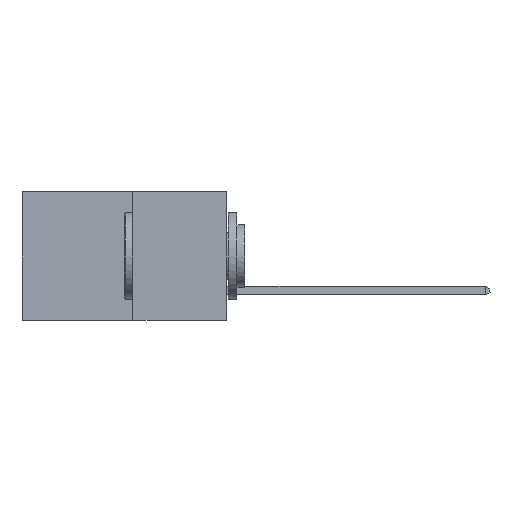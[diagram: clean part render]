
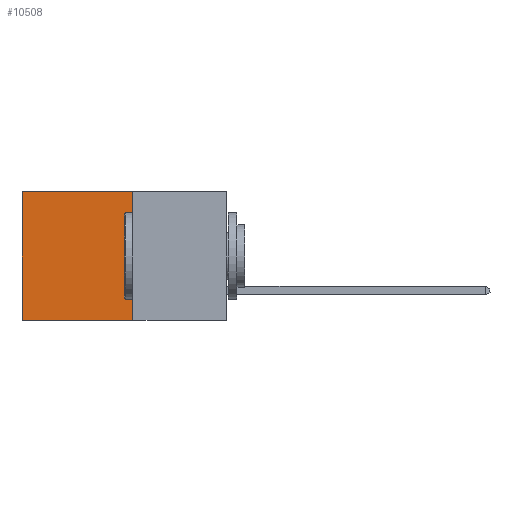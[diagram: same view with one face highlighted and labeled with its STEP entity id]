
A CAD part, left-side view. The second image highlights one B-rep face of the part: STEP entity #10508.
In plain terms, the highlighted planar face has unit normal (-1, 0, 0).
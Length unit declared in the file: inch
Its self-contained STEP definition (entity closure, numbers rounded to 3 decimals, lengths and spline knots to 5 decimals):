
#159 = CARTESIAN_POINT ( 'NONE',  ( 0.277, 0.27, -0.37 ) ) ;
#422 = EDGE_LOOP ( 'NONE', ( #6649, #1635, #6948, #9541 ) ) ;
#443 = VERTEX_POINT ( 'NONE', #159 ) ;
#446 = VECTOR ( 'NONE', #12258, 39.37008 ) ;
#1635 = ORIENTED_EDGE ( 'NONE', *, *, #6024, .F. ) ;
#2812 = LINE ( 'NONE', #10351, #12011 ) ;
#2942 = DIRECTION ( 'NONE',  ( 0., 0., -1. ) ) ;
#3226 = LINE ( 'NONE', #8359, #446 ) ;
#3718 = AXIS2_PLACEMENT_3D ( 'NONE', #11835, #5955, #12758 ) ;
#4486 = CARTESIAN_POINT ( 'NONE',  ( 0.277, 0.59, -0.37 ) ) ;
#5955 = DIRECTION ( 'NONE',  ( 1., 0., 0. ) ) ;
#6024 = EDGE_CURVE ( 'NONE', #443, #6508, #2812, .T. ) ;
#6508 = VERTEX_POINT ( 'NONE', #4486 ) ;
#6649 = ORIENTED_EDGE ( 'NONE', *, *, #7966, .T. ) ;
#6699 = LINE ( 'NONE', #9639, #11583 ) ;
#6794 = CARTESIAN_POINT ( 'NONE',  ( 0.277, 0.27, 0. ) ) ;
#6932 = LINE ( 'NONE', #9821, #9526 ) ;
#6948 = ORIENTED_EDGE ( 'NONE', *, *, #12597, .F. ) ;
#6997 = EDGE_CURVE ( 'NONE', #9574, #8062, #3226, .T. ) ;
#7508 = FACE_OUTER_BOUND ( 'NONE', #422, .T. ) ;
#7966 = EDGE_CURVE ( 'NONE', #8062, #6508, #6932, .T. ) ;
#8031 = CARTESIAN_POINT ( 'NONE',  ( 0.277, 0.59, 0. ) ) ;
#8062 = VERTEX_POINT ( 'NONE', #8031 ) ;
#8359 = CARTESIAN_POINT ( 'NONE',  ( 0.277, 0.27, 0. ) ) ;
#8646 = DIRECTION ( 'NONE',  ( 0., 0., -1. ) ) ;
#9526 = VECTOR ( 'NONE', #2942, 39.37008 ) ;
#9541 = ORIENTED_EDGE ( 'NONE', *, *, #6997, .T. ) ;
#9574 = VERTEX_POINT ( 'NONE', #6794 ) ;
#9639 = CARTESIAN_POINT ( 'NONE',  ( 0.277, 0.27, -0.37 ) ) ;
#9821 = CARTESIAN_POINT ( 'NONE',  ( 0.277, 0.59, -0.37 ) ) ;
#9862 = PLANE ( 'NONE',  #3718 ) ;
#10322 = DIRECTION ( 'NONE',  ( 0., 1., 0. ) ) ;
#10351 = CARTESIAN_POINT ( 'NONE',  ( 0.277, 0.27, -0.37 ) ) ;
#10508 = ADVANCED_FACE ( 'NONE', ( #7508 ), #9862, .F. ) ;
#11583 = VECTOR ( 'NONE', #8646, 39.37008 ) ;
#11835 = CARTESIAN_POINT ( 'NONE',  ( 0.277, 0.27, -0.37 ) ) ;
#12011 = VECTOR ( 'NONE', #10322, 39.37008 ) ;
#12258 = DIRECTION ( 'NONE',  ( 0., 1., 0. ) ) ;
#12597 = EDGE_CURVE ( 'NONE', #9574, #443, #6699, .T. ) ;
#12758 = DIRECTION ( 'NONE',  ( 0., 0., -1. ) ) ;
